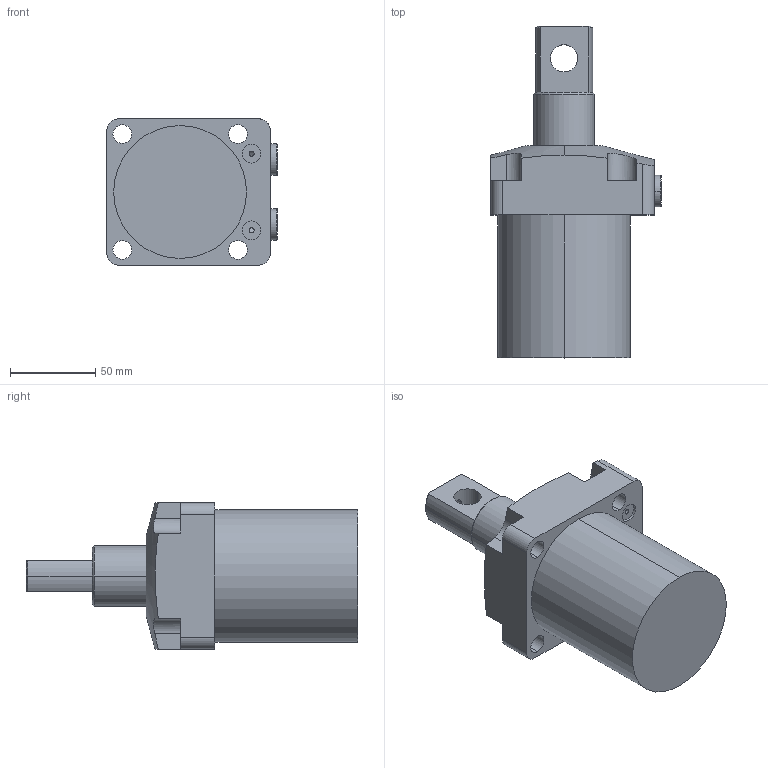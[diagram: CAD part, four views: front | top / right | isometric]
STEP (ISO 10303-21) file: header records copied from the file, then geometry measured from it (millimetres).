
FILE_DESCRIPTION (( 'STEP AP214' ), '1' );
FILE_NAME ('CHA-075PD-90.STEP', '2018-11-14T12:23:51', ( '' ), ( '' ), 'SwSTEP 2.0', 'SolidWorks 2016', '' );
FILE_SCHEMA (( 'AUTOMOTIVE_DESIGN' ));
Length unit declared in the file: millimetre
Products named in the file (4): CHA-075PD(HSG) - 萵掛; 黑芛G4-1; CHA-075P(BT); CHA-075PD-90
Assembly tree (4 placements, depth 2):
  CHA-075PD-90
    CHA-075P(BT)
    黑芛G4-1  x2
    CHA-075PD(HSG) - 萵掛
Bounding box: 100 x 195 x 86 mm (x, y, z)
Volume: 712892.9 mm3; surface area: 81429.6 mm2
Topology: 4 solids, 4 shells, 145 faces, 348 edges, 217 vertices
Faces by surface type: plane 62, cylinder 54, cone 21, torus 8
Entity records: 4114 total; most frequent: CARTESIAN_POINT 1039, DIRECTION 615, ORIENTED_EDGE 580, EDGE_CURVE 290, AXIS2_PLACEMENT_3D 240, VERTEX_POINT 185, EDGE_LOOP 143, VECTOR 135
